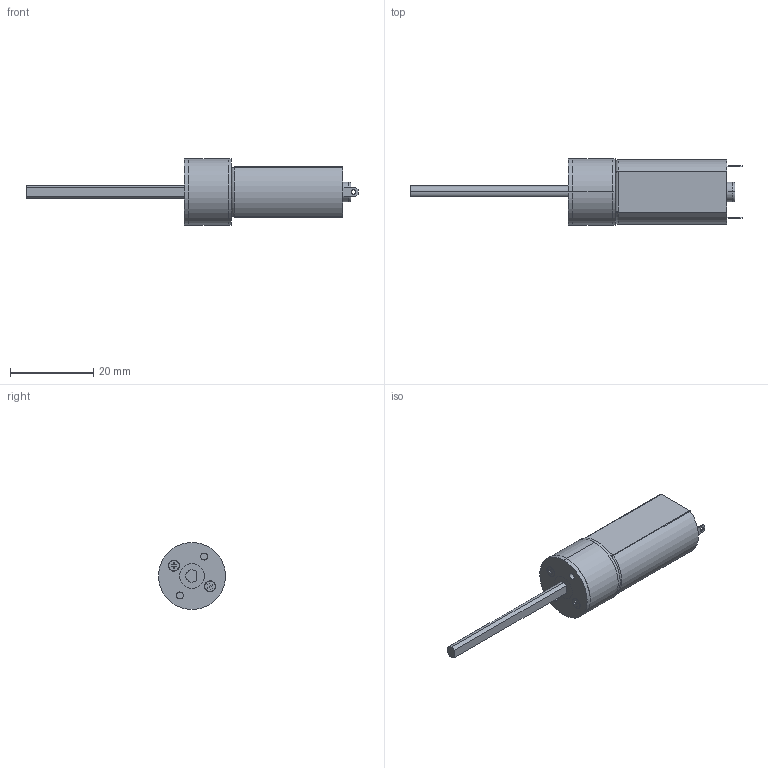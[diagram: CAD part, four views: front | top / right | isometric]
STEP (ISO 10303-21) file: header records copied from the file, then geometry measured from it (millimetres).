
FILE_DESCRIPTION (( 'STEP AP214' ), '1' );
FILE_NAME ('FingerTech_Silver_Spark_223350.STEP', '2020-04-22T03:31:56', ( 'Kurtis' ), ( '' ), 'SwSTEP 2.0', 'SolidWorks 2015', '' );
FILE_SCHEMA (( 'AUTOMOTIVE_DESIGN' ));
Length unit declared in the file: millimetre
Products named in the file (1): FingerTech_Silver_Spark_223350
Bounding box: 79.67 x 16.08 x 16.08 mm (x, y, z)
Volume: 5137.4 mm3; surface area: 3642.6 mm2
Topology: 4 solids, 4 shells, 153 faces, 358 edges, 228 vertices
Faces by surface type: plane 78, cylinder 57, torus 14, bspline 4
Entity records: 5202 total; most frequent: CARTESIAN_POINT 884, DIRECTION 782, ORIENTED_EDGE 708, EDGE_CURVE 354, AXIS2_PLACEMENT_3D 286, VERTEX_POINT 228, VECTOR 210, LINE 210
